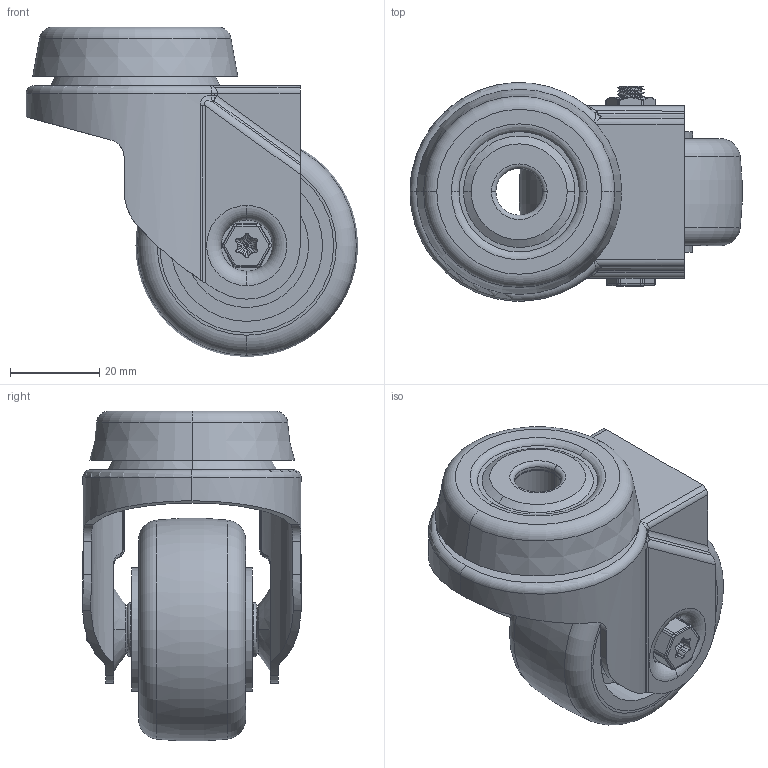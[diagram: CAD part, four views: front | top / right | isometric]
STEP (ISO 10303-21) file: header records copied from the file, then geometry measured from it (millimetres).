
FILE_DESCRIPTION(('STEP AP203'),'1');
FILE_NAME('BZRA50GRECBJBH10.STEP','2023-05-26T11:03:56',(' '),(' '),'Spatial InterOp 3D',' ',' ');
FILE_SCHEMA(('CONFIG_CONTROL_DESIGN'));
Length unit declared in the file: metre
Products named in the file (21): BZRA50ASBH10; ZINC PLATED PRESSED STEEL FORKS; ZINC PLATED PRESSED STEEL HEAD; BZRA50GRECBJBH10; BZL50WGRECBJM8; 85 SHORE A ELECTRICALLY CONDUCTIVE RUBBER TYRE; NYLON RIM; BEARING608-ZB; METAL; INSIDE; OUTTER; Pattern; Component4; TUBEM8X30; ZINC PLATED AXLE TUBE; BOLTBZRA6MM; ZINC PLATED AXLE BOLT; NM6GR8HALFGR8; ZINC PLATED LOCKING NUT
Assembly tree (36 placements, depth 5):
  BZRA50GRECBJBH10
    BZRA50ASBH10
      ZINC PLATED PRESSED STEEL FORKS
      ZINC PLATED PRESSED STEEL HEAD
    BZL50WGRECBJM8
      85 SHORE A ELECTRICALLY CONDUCTIVE RUBBER TYRE
      NYLON RIM
      BEARING608-ZB
        METAL
        INSIDE
        OUTTER
        Pattern
          Component4  x7
      BEARING608-ZB
        METAL
        INSIDE
        OUTTER
        Pattern
          Component4  x7
    TUBEM8X30
      ZINC PLATED AXLE TUBE
    BOLTBZRA6MM
      ZINC PLATED AXLE BOLT
    NM6GR8HALFGR8
      ZINC PLATED LOCKING NUT
Bounding box: 74.45 x 48.99 x 73.95 mm (x, y, z)
Volume: 57503.3 mm3; surface area: 49380.4 mm2
Topology: 29 solids, 29 shells, 526 faces, 1249 edges, 740 vertices
Faces by surface type: cylinder 220, torus 114, plane 78, bspline 42, cone 40, sphere 32
Entity records: 34239 total; most frequent: CARTESIAN_POINT 22716, DIRECTION 2337, ORIENTED_EDGE 2110, EDGE_CURVE 1055, AXIS2_PLACEMENT_3D 1027, VERTEX_POINT 654, CIRCLE 565, EDGE_LOOP 495
